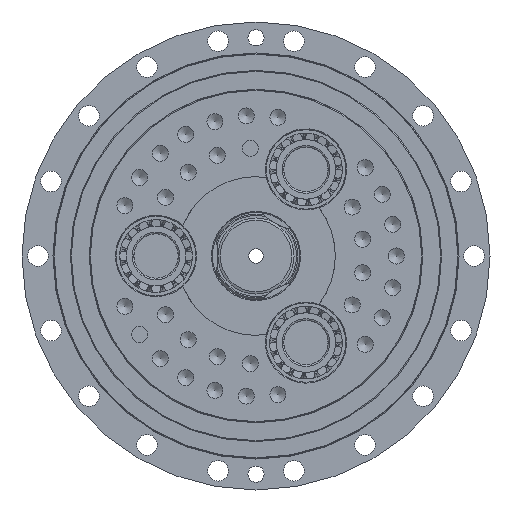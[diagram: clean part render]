
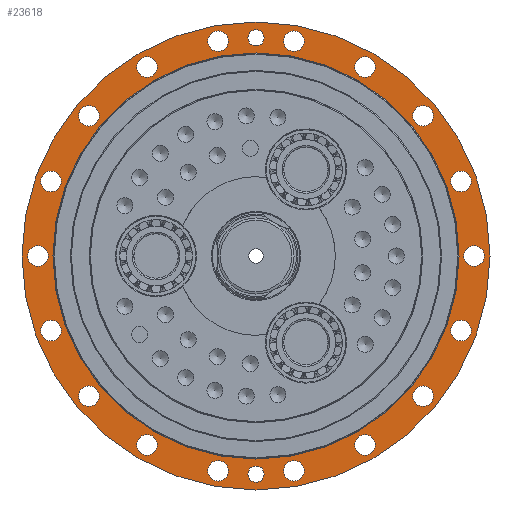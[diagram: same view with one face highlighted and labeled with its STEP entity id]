
A CAD part, left-side view. The second image highlights one B-rep face of the part: STEP entity #23618.
In plain terms, the highlighted planar face has unit normal (-1, 0, 0).
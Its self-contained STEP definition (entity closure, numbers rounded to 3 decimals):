
#1053=FACE_BOUND('',#4837,.T.);
#1054=FACE_BOUND('',#4838,.T.);
#1055=FACE_BOUND('',#4839,.T.);
#1056=FACE_BOUND('',#4840,.T.);
#1057=FACE_BOUND('',#4841,.T.);
#1058=FACE_BOUND('',#4842,.T.);
#1059=FACE_BOUND('',#4843,.T.);
#1060=FACE_BOUND('',#4844,.T.);
#1061=FACE_BOUND('',#4845,.T.);
#1062=FACE_BOUND('',#4846,.T.);
#1063=FACE_BOUND('',#4847,.T.);
#1064=FACE_BOUND('',#4848,.T.);
#1065=FACE_BOUND('',#4849,.T.);
#1066=FACE_BOUND('',#4850,.T.);
#1067=FACE_BOUND('',#4851,.T.);
#1068=FACE_BOUND('',#4852,.T.);
#1069=FACE_BOUND('',#4853,.T.);
#1070=FACE_BOUND('',#4854,.T.);
#1071=FACE_BOUND('',#4855,.T.);
#1072=FACE_BOUND('',#4856,.T.);
#1073=FACE_BOUND('',#4857,.T.);
#1449=PLANE('',#26422);
#3237=FACE_OUTER_BOUND('',#4836,.T.);
#4836=EDGE_LOOP('',(#19587));
#4837=EDGE_LOOP('',(#19588));
#4838=EDGE_LOOP('',(#19589));
#4839=EDGE_LOOP('',(#19590));
#4840=EDGE_LOOP('',(#19591));
#4841=EDGE_LOOP('',(#19592));
#4842=EDGE_LOOP('',(#19593));
#4843=EDGE_LOOP('',(#19594));
#4844=EDGE_LOOP('',(#19595));
#4845=EDGE_LOOP('',(#19596));
#4846=EDGE_LOOP('',(#19597));
#4847=EDGE_LOOP('',(#19598));
#4848=EDGE_LOOP('',(#19599));
#4849=EDGE_LOOP('',(#19600));
#4850=EDGE_LOOP('',(#19601));
#4851=EDGE_LOOP('',(#19602));
#4852=EDGE_LOOP('',(#19603));
#4853=EDGE_LOOP('',(#19604));
#4854=EDGE_LOOP('',(#19605));
#4855=EDGE_LOOP('',(#19606));
#4856=EDGE_LOOP('',(#19607));
#4857=EDGE_LOOP('',(#19608));
#6441=CIRCLE('',#26330,147.5);
#6461=CIRCLE('',#26363,6.5);
#6463=CIRCLE('',#26366,6.5);
#6465=CIRCLE('',#26369,6.5);
#6467=CIRCLE('',#26372,6.5);
#6469=CIRCLE('',#26375,6.5);
#6471=CIRCLE('',#26378,6.5);
#6473=CIRCLE('',#26381,6.5);
#6475=CIRCLE('',#26384,6.5);
#6477=CIRCLE('',#26387,6.5);
#6479=CIRCLE('',#26390,6.5);
#6481=CIRCLE('',#26393,6.5);
#6483=CIRCLE('',#26396,6.5);
#6485=CIRCLE('',#26399,6.5);
#6487=CIRCLE('',#26402,6.5);
#6489=CIRCLE('',#26405,6.5);
#6491=CIRCLE('',#26408,6.5);
#6493=CIRCLE('',#26411,6.5);
#6495=CIRCLE('',#26414,6.5);
#6497=CIRCLE('',#26417,5.053);
#6499=CIRCLE('',#26420,5.053);
#6501=CIRCLE('',#26423,128.);
#10483=VERTEX_POINT('',#41362);
#10503=VERTEX_POINT('',#41422);
#10505=VERTEX_POINT('',#41428);
#10507=VERTEX_POINT('',#41434);
#10509=VERTEX_POINT('',#41440);
#10511=VERTEX_POINT('',#41446);
#10513=VERTEX_POINT('',#41452);
#10515=VERTEX_POINT('',#41458);
#10517=VERTEX_POINT('',#41464);
#10519=VERTEX_POINT('',#41470);
#10521=VERTEX_POINT('',#41476);
#10523=VERTEX_POINT('',#41482);
#10525=VERTEX_POINT('',#41488);
#10527=VERTEX_POINT('',#41494);
#10529=VERTEX_POINT('',#41500);
#10531=VERTEX_POINT('',#41506);
#10533=VERTEX_POINT('',#41512);
#10535=VERTEX_POINT('',#41518);
#10537=VERTEX_POINT('',#41524);
#10539=VERTEX_POINT('',#41530);
#10541=VERTEX_POINT('',#41536);
#10543=VERTEX_POINT('',#41542);
#13577=EDGE_CURVE('',#10483,#10483,#6441,.T.);
#13604=EDGE_CURVE('',#10503,#10503,#6461,.T.);
#13607=EDGE_CURVE('',#10505,#10505,#6463,.T.);
#13610=EDGE_CURVE('',#10507,#10507,#6465,.T.);
#13613=EDGE_CURVE('',#10509,#10509,#6467,.T.);
#13616=EDGE_CURVE('',#10511,#10511,#6469,.T.);
#13619=EDGE_CURVE('',#10513,#10513,#6471,.T.);
#13622=EDGE_CURVE('',#10515,#10515,#6473,.T.);
#13625=EDGE_CURVE('',#10517,#10517,#6475,.T.);
#13628=EDGE_CURVE('',#10519,#10519,#6477,.T.);
#13631=EDGE_CURVE('',#10521,#10521,#6479,.T.);
#13634=EDGE_CURVE('',#10523,#10523,#6481,.T.);
#13637=EDGE_CURVE('',#10525,#10525,#6483,.T.);
#13640=EDGE_CURVE('',#10527,#10527,#6485,.T.);
#13643=EDGE_CURVE('',#10529,#10529,#6487,.T.);
#13646=EDGE_CURVE('',#10531,#10531,#6489,.T.);
#13649=EDGE_CURVE('',#10533,#10533,#6491,.T.);
#13652=EDGE_CURVE('',#10535,#10535,#6493,.T.);
#13655=EDGE_CURVE('',#10537,#10537,#6495,.T.);
#13658=EDGE_CURVE('',#10539,#10539,#6497,.T.);
#13661=EDGE_CURVE('',#10541,#10541,#6499,.T.);
#13664=EDGE_CURVE('',#10543,#10543,#6501,.T.);
#19587=ORIENTED_EDGE('',*,*,#13577,.T.);
#19588=ORIENTED_EDGE('',*,*,#13604,.T.);
#19589=ORIENTED_EDGE('',*,*,#13607,.T.);
#19590=ORIENTED_EDGE('',*,*,#13610,.T.);
#19591=ORIENTED_EDGE('',*,*,#13613,.T.);
#19592=ORIENTED_EDGE('',*,*,#13616,.T.);
#19593=ORIENTED_EDGE('',*,*,#13619,.T.);
#19594=ORIENTED_EDGE('',*,*,#13622,.T.);
#19595=ORIENTED_EDGE('',*,*,#13625,.T.);
#19596=ORIENTED_EDGE('',*,*,#13628,.T.);
#19597=ORIENTED_EDGE('',*,*,#13631,.T.);
#19598=ORIENTED_EDGE('',*,*,#13634,.T.);
#19599=ORIENTED_EDGE('',*,*,#13637,.T.);
#19600=ORIENTED_EDGE('',*,*,#13640,.T.);
#19601=ORIENTED_EDGE('',*,*,#13643,.T.);
#19602=ORIENTED_EDGE('',*,*,#13646,.T.);
#19603=ORIENTED_EDGE('',*,*,#13649,.T.);
#19604=ORIENTED_EDGE('',*,*,#13652,.T.);
#19605=ORIENTED_EDGE('',*,*,#13655,.T.);
#19606=ORIENTED_EDGE('',*,*,#13658,.T.);
#19607=ORIENTED_EDGE('',*,*,#13661,.T.);
#19608=ORIENTED_EDGE('',*,*,#13664,.F.);
#23618=ADVANCED_FACE('',(#3237,#1053,#1054,#1055,#1056,#1057,#1058,#1059,
#1060,#1061,#1062,#1063,#1064,#1065,#1066,#1067,#1068,#1069,#1070,#1071,
#1072,#1073),#1449,.F.);
#26330=AXIS2_PLACEMENT_3D('',#41363,#32647,#32648);
#26363=AXIS2_PLACEMENT_3D('',#41423,#32720,#32721);
#26366=AXIS2_PLACEMENT_3D('',#41429,#32727,#32728);
#26369=AXIS2_PLACEMENT_3D('',#41435,#32734,#32735);
#26372=AXIS2_PLACEMENT_3D('',#41441,#32741,#32742);
#26375=AXIS2_PLACEMENT_3D('',#41447,#32748,#32749);
#26378=AXIS2_PLACEMENT_3D('',#41453,#32755,#32756);
#26381=AXIS2_PLACEMENT_3D('',#41459,#32762,#32763);
#26384=AXIS2_PLACEMENT_3D('',#41465,#32769,#32770);
#26387=AXIS2_PLACEMENT_3D('',#41471,#32776,#32777);
#26390=AXIS2_PLACEMENT_3D('',#41477,#32783,#32784);
#26393=AXIS2_PLACEMENT_3D('',#41483,#32790,#32791);
#26396=AXIS2_PLACEMENT_3D('',#41489,#32797,#32798);
#26399=AXIS2_PLACEMENT_3D('',#41495,#32804,#32805);
#26402=AXIS2_PLACEMENT_3D('',#41501,#32811,#32812);
#26405=AXIS2_PLACEMENT_3D('',#41507,#32818,#32819);
#26408=AXIS2_PLACEMENT_3D('',#41513,#32825,#32826);
#26411=AXIS2_PLACEMENT_3D('',#41519,#32832,#32833);
#26414=AXIS2_PLACEMENT_3D('',#41525,#32839,#32840);
#26417=AXIS2_PLACEMENT_3D('',#41531,#32846,#32847);
#26420=AXIS2_PLACEMENT_3D('',#41537,#32853,#32854);
#26422=AXIS2_PLACEMENT_3D('',#41541,#32858,#32859);
#26423=AXIS2_PLACEMENT_3D('',#41543,#32860,#32861);
#32647=DIRECTION('center_axis',(-1.,0.,0.));
#32648=DIRECTION('ref_axis',(0.,-0.866,-0.5));
#32720=DIRECTION('center_axis',(1.,0.,0.));
#32721=DIRECTION('ref_axis',(0.,-0.5,0.866));
#32727=DIRECTION('center_axis',(1.,0.,0.));
#32728=DIRECTION('ref_axis',(0.,-0.766,0.643));
#32734=DIRECTION('center_axis',(1.,0.,0.));
#32735=DIRECTION('ref_axis',(0.,-0.94,0.342));
#32741=DIRECTION('center_axis',(1.,0.,0.));
#32742=DIRECTION('ref_axis',(0.,-1.,0.));
#32748=DIRECTION('center_axis',(1.,0.,0.));
#32749=DIRECTION('ref_axis',(0.,-0.94,-0.342));
#32755=DIRECTION('center_axis',(1.,0.,0.));
#32756=DIRECTION('ref_axis',(0.,-0.766,-0.643));
#32762=DIRECTION('center_axis',(1.,0.,0.));
#32763=DIRECTION('ref_axis',(0.,-0.5,-0.866));
#32769=DIRECTION('center_axis',(1.,0.,0.));
#32770=DIRECTION('ref_axis',(0.,-0.174,-0.985));
#32776=DIRECTION('center_axis',(1.,0.,0.));
#32777=DIRECTION('ref_axis',(0.,0.174,-0.985));
#32783=DIRECTION('center_axis',(1.,0.,0.));
#32784=DIRECTION('ref_axis',(0.,0.5,-0.866));
#32790=DIRECTION('center_axis',(1.,0.,0.));
#32791=DIRECTION('ref_axis',(0.,0.766,-0.643));
#32797=DIRECTION('center_axis',(1.,0.,0.));
#32798=DIRECTION('ref_axis',(0.,0.94,-0.342));
#32804=DIRECTION('center_axis',(1.,0.,0.));
#32805=DIRECTION('ref_axis',(0.,1.,0.));
#32811=DIRECTION('center_axis',(1.,0.,0.));
#32812=DIRECTION('ref_axis',(0.,0.94,0.342));
#32818=DIRECTION('center_axis',(1.,0.,0.));
#32819=DIRECTION('ref_axis',(0.,0.766,0.643));
#32825=DIRECTION('center_axis',(1.,0.,0.));
#32826=DIRECTION('ref_axis',(0.,0.5,0.866));
#32832=DIRECTION('center_axis',(1.,0.,0.));
#32833=DIRECTION('ref_axis',(0.,0.174,0.985));
#32839=DIRECTION('center_axis',(1.,0.,0.));
#32840=DIRECTION('ref_axis',(0.,-0.174,0.985));
#32846=DIRECTION('center_axis',(1.,0.,0.));
#32847=DIRECTION('ref_axis',(0.,-0.5,0.866));
#32853=DIRECTION('center_axis',(1.,0.,0.));
#32854=DIRECTION('ref_axis',(0.,0.5,-0.866));
#32858=DIRECTION('center_axis',(1.,0.,0.));
#32859=DIRECTION('ref_axis',(0.,0.5,-0.866));
#32860=DIRECTION('center_axis',(-1.,0.,0.));
#32861=DIRECTION('ref_axis',(0.,-0.866,-0.5));
#41362=CARTESIAN_POINT('',(59.,127.739,73.75));
#41363=CARTESIAN_POINT('Origin',(59.,0.,0.));
#41422=CARTESIAN_POINT('',(59.,132.458,41.399));
#41423=CARTESIAN_POINT('Origin',(59.,129.208,47.028));
#41428=CARTESIAN_POINT('',(59.,110.31,84.205));
#41429=CARTESIAN_POINT('Origin',(59.,105.331,88.383));
#41434=CARTESIAN_POINT('',(59.,74.858,116.855));
#41435=CARTESIAN_POINT('Origin',(59.,68.75,119.078));
#41440=CARTESIAN_POINT('',(59.,30.377,135.411));
#41441=CARTESIAN_POINT('Origin',(59.,23.877,135.411));
#41446=CARTESIAN_POINT('',(59.,-17.769,137.634));
#41447=CARTESIAN_POINT('Origin',(59.,-23.877,135.411));
#41452=CARTESIAN_POINT('',(59.,-63.771,123.257));
#41453=CARTESIAN_POINT('Origin',(59.,-68.75,119.078));
#41458=CARTESIAN_POINT('',(59.,-102.081,94.012));
#41459=CARTESIAN_POINT('Origin',(59.,-105.331,88.383));
#41464=CARTESIAN_POINT('',(59.,-128.079,53.429));
#41465=CARTESIAN_POINT('Origin',(59.,-129.208,47.028));
#41470=CARTESIAN_POINT('',(59.,-138.629,6.401));
#41471=CARTESIAN_POINT('Origin',(59.,-137.5,0.));
#41476=CARTESIAN_POINT('',(59.,-132.458,-41.399));
#41477=CARTESIAN_POINT('Origin',(59.,-129.208,-47.028));
#41482=CARTESIAN_POINT('',(59.,-110.31,-84.205));
#41483=CARTESIAN_POINT('Origin',(59.,-105.331,-88.383));
#41488=CARTESIAN_POINT('',(59.,-74.858,-116.855));
#41489=CARTESIAN_POINT('Origin',(59.,-68.75,-119.078));
#41494=CARTESIAN_POINT('',(59.,-30.377,-135.411));
#41495=CARTESIAN_POINT('Origin',(59.,-23.877,-135.411));
#41500=CARTESIAN_POINT('',(59.,17.769,-137.634));
#41501=CARTESIAN_POINT('Origin',(59.,23.877,-135.411));
#41506=CARTESIAN_POINT('',(59.,63.771,-123.257));
#41507=CARTESIAN_POINT('Origin',(59.,68.75,-119.078));
#41512=CARTESIAN_POINT('',(59.,102.081,-94.012));
#41513=CARTESIAN_POINT('Origin',(59.,105.331,-88.383));
#41518=CARTESIAN_POINT('',(59.,128.079,-53.429));
#41519=CARTESIAN_POINT('Origin',(59.,129.208,-47.028));
#41524=CARTESIAN_POINT('',(59.,138.629,-6.401));
#41525=CARTESIAN_POINT('Origin',(59.,137.5,0.));
#41530=CARTESIAN_POINT('',(59.,2.527,-141.876));
#41531=CARTESIAN_POINT('Origin',(59.,0.,-137.5));
#41536=CARTESIAN_POINT('',(59.,-2.526,141.876));
#41537=CARTESIAN_POINT('Origin',(59.,0.,137.5));
#41541=CARTESIAN_POINT('Origin',(59.,0.,0.));
#41542=CARTESIAN_POINT('',(59.,-64.,110.851));
#41543=CARTESIAN_POINT('Origin',(59.,0.,0.));
